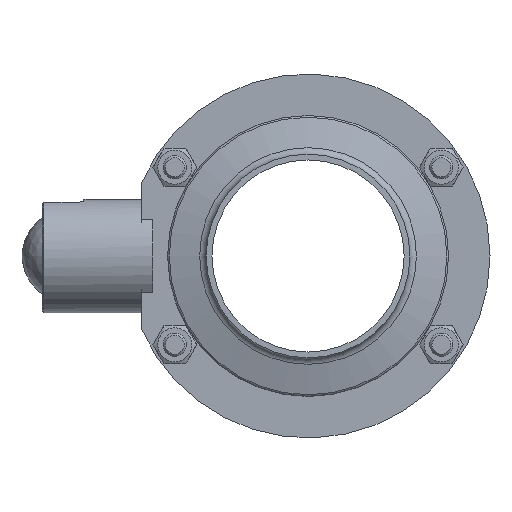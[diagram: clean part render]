
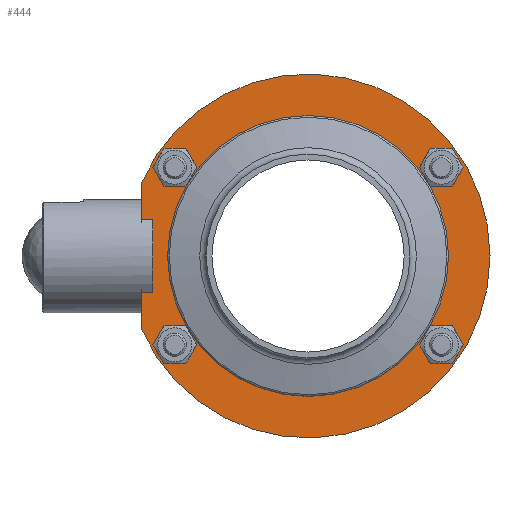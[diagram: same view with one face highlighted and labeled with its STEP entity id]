
A CAD part, left-side view. The second image highlights one B-rep face of the part: STEP entity #444.
In plain terms, the highlighted planar face has unit normal (-1, 0, 0).
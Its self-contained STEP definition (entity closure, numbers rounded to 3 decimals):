
#444 = ADVANCED_FACE( '', ( #871, #872, #873, #874, #875, #876 ), #877, .T. );
#871 = FACE_BOUND( '', #1334, .T. );
#872 = FACE_OUTER_BOUND( '', #1335, .T. );
#873 = FACE_BOUND( '', #1336, .T. );
#874 = FACE_BOUND( '', #1337, .T. );
#875 = FACE_BOUND( '', #1338, .T. );
#876 = FACE_BOUND( '', #1339, .T. );
#877 = PLANE( '', #1340 );
#1334 = EDGE_LOOP( '', ( #2498 ) );
#1335 = EDGE_LOOP( '', ( #2499, #2500 ) );
#1336 = EDGE_LOOP( '', ( #2501 ) );
#1337 = EDGE_LOOP( '', ( #2502 ) );
#1338 = EDGE_LOOP( '', ( #2503 ) );
#1339 = EDGE_LOOP( '', ( #2504 ) );
#1340 = AXIS2_PLACEMENT_3D( '', #2505, #2506, #2507 );
#2498 = ORIENTED_EDGE( '', *, *, #2912, .F. );
#2499 = ORIENTED_EDGE( '', *, *, #2913, .T. );
#2500 = ORIENTED_EDGE( '', *, *, #2910, .F. );
#2501 = ORIENTED_EDGE( '', *, *, #2914, .T. );
#2502 = ORIENTED_EDGE( '', *, *, #2915, .T. );
#2503 = ORIENTED_EDGE( '', *, *, #2916, .T. );
#2504 = ORIENTED_EDGE( '', *, *, #2917, .T. );
#2505 = CARTESIAN_POINT( '', ( -15., 62.5, 0. ) );
#2506 = DIRECTION( '', ( -1., 0., 0. ) );
#2507 = DIRECTION( '', ( 0., 0., 1. ) );
#2910 = EDGE_CURVE( '', #3476, #3478, #3479, .T. );
#2912 = EDGE_CURVE( '', #3481, #3481, #3482, .T. );
#2913 = EDGE_CURVE( '', #3476, #3478, #3483, .T. );
#2914 = EDGE_CURVE( '', #3484, #3484, #3485, .T. );
#2915 = EDGE_CURVE( '', #3486, #3486, #3487, .T. );
#2916 = EDGE_CURVE( '', #3488, #3488, #3489, .T. );
#2917 = EDGE_CURVE( '', #3490, #3490, #3491, .T. );
#3476 = VERTEX_POINT( '', #4842 );
#3478 = VERTEX_POINT( '', #4845 );
#3479 = CIRCLE( '', #4846, 62.5 );
#3481 = VERTEX_POINT( '', #4849 );
#3482 = CIRCLE( '', #4850, 48.25 );
#3483 = LINE( '', #4851, #4852 );
#3484 = VERTEX_POINT( '', #4853 );
#3485 = CIRCLE( '', #4854, 4.5 );
#3486 = VERTEX_POINT( '', #4855 );
#3487 = CIRCLE( '', #4856, 4.5 );
#3488 = VERTEX_POINT( '', #4857 );
#3489 = CIRCLE( '', #4858, 4.5 );
#3490 = VERTEX_POINT( '', #4859 );
#3491 = CIRCLE( '', #4860, 4.5 );
#4842 = CARTESIAN_POINT( '', ( -15., 57.27, 25.028 ) );
#4845 = CARTESIAN_POINT( '', ( -15., 57.27, -25.028 ) );
#4846 = AXIS2_PLACEMENT_3D( '', #5347, #5348, #5349 );
#4849 = CARTESIAN_POINT( '', ( -15., 0., 48.25 ) );
#4850 = AXIS2_PLACEMENT_3D( '', #5351, #5352, #5353 );
#4851 = CARTESIAN_POINT( '', ( -15., 57.27, 0. ) );
#4852 = VECTOR( '', #5354, 1000. );
#4853 = CARTESIAN_POINT( '', ( -15., -45.77, -35. ) );
#4854 = AXIS2_PLACEMENT_3D( '', #5355, #5356, #5357 );
#4855 = CARTESIAN_POINT( '', ( -15., -45.77, 26. ) );
#4856 = AXIS2_PLACEMENT_3D( '', #5358, #5359, #5360 );
#4857 = CARTESIAN_POINT( '', ( -15., 45.77, -35. ) );
#4858 = AXIS2_PLACEMENT_3D( '', #5361, #5362, #5363 );
#4859 = CARTESIAN_POINT( '', ( -15., 45.77, 26. ) );
#4860 = AXIS2_PLACEMENT_3D( '', #5364, #5365, #5366 );
#5347 = CARTESIAN_POINT( '', ( -15., 0., 0. ) );
#5348 = DIRECTION( '', ( 1., 0., 0. ) );
#5349 = DIRECTION( '', ( 0., 0., -1. ) );
#5351 = CARTESIAN_POINT( '', ( -15., 0., 0. ) );
#5352 = DIRECTION( '', ( -1., 0., 0. ) );
#5353 = DIRECTION( '', ( 0., 0., 1. ) );
#5354 = DIRECTION( '', ( 0., 0., -1. ) );
#5355 = CARTESIAN_POINT( '', ( -15., -45.77, -30.5 ) );
#5356 = DIRECTION( '', ( 1., 0., 0. ) );
#5357 = DIRECTION( '', ( 0., 0., -1. ) );
#5358 = CARTESIAN_POINT( '', ( -15., -45.77, 30.5 ) );
#5359 = DIRECTION( '', ( 1., 0., 0. ) );
#5360 = DIRECTION( '', ( 0., 0., -1. ) );
#5361 = CARTESIAN_POINT( '', ( -15., 45.77, -30.5 ) );
#5362 = DIRECTION( '', ( 1., 0., 0. ) );
#5363 = DIRECTION( '', ( 0., 0., -1. ) );
#5364 = CARTESIAN_POINT( '', ( -15., 45.77, 30.5 ) );
#5365 = DIRECTION( '', ( 1., 0., 0. ) );
#5366 = DIRECTION( '', ( 0., 0., -1. ) );
